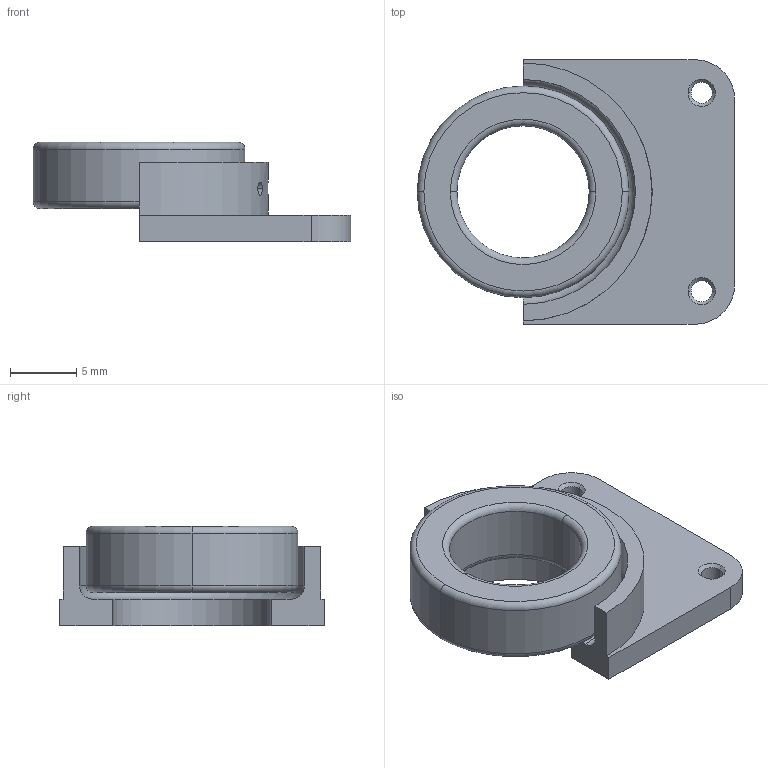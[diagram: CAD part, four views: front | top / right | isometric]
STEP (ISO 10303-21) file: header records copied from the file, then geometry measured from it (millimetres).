
FILE_DESCRIPTION (( 'STEP AP214' ), '1' );
FILE_NAME ('Linobyte-CoilHolderSketch.STEP', '2018-04-09T00:01:44', ( '' ), ( '' ), 'SwSTEP 2.0', 'SolidWorks 2017', '' );
FILE_SCHEMA (( 'AUTOMOTIVE_DESIGN' ));
Length unit declared in the file: millimetre
Products named in the file (1): Linobyte-CoilHolderSketch
Bounding box: 24 x 20 x 7.5 mm (x, y, z)
Volume: 1260.7 mm3; surface area: 1536.2 mm2
Topology: 2 solids, 2 shells, 44 faces, 109 edges, 68 vertices
Faces by surface type: cylinder 20, plane 11, torus 9, cone 4
Entity records: 1507 total; most frequent: CARTESIAN_POINT 330, DIRECTION 238, ORIENTED_EDGE 218, EDGE_CURVE 109, AXIS2_PLACEMENT_3D 96, VERTEX_POINT 68, EDGE_LOOP 55, CIRCLE 51
